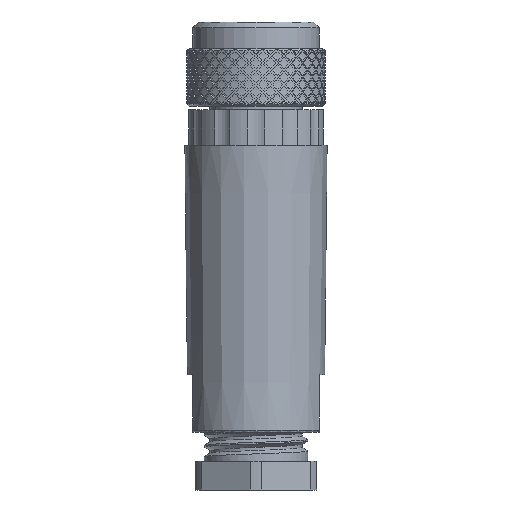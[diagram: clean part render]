
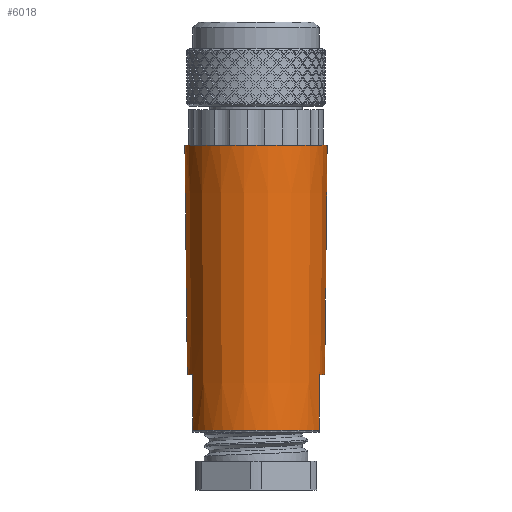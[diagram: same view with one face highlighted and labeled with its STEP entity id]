
A CAD part, front view. The second image highlights one B-rep face of the part: STEP entity #6018.
In plain terms, the highlighted conical face has half-angle 0.6 degrees and reference radius 6.2 mm.
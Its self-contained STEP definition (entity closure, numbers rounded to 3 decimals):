
#1403=CONICAL_SURFACE('',#30223,6.2,0.6);
#4127=B_SPLINE_CURVE_WITH_KNOTS('',3,(#49328,#49329,#49330,#49331,#49332,
#49333),.UNSPECIFIED.,.F.,.F.,(4,2,4),(0.,0.786,1.),
 .UNSPECIFIED.);
#4128=B_SPLINE_CURVE_WITH_KNOTS('',3,(#49334,#49335,#49336,#49337,#49338,
#49339),.UNSPECIFIED.,.F.,.F.,(4,2,4),(0.,0.214,1.),
 .UNSPECIFIED.);
#4130=B_SPLINE_CURVE_WITH_KNOTS('',3,(#49363,#49364,#49365,#49366,#49367,
#49368),.UNSPECIFIED.,.F.,.F.,(4,2,4),(0.,0.214,1.),
 .UNSPECIFIED.);
#4133=B_SPLINE_CURVE_WITH_KNOTS('',3,(#49409,#49410,#49411,#49412,#49413,
#49414),.UNSPECIFIED.,.F.,.F.,(4,2,4),(0.,0.786,1.),
 .UNSPECIFIED.);
#4453=FACE_BOUND('',#9680,.T.);
#4454=FACE_BOUND('',#9681,.T.);
#6018=ADVANCED_FACE('',(#4453,#4454),#1403,.T.);
#9680=EDGE_LOOP('',(#17258,#17259,#17260,#17261,#17262,#17263,#17264,#17265));
#9681=EDGE_LOOP('',(#17266));
#10121=CIRCLE('',#30210,6.168);
#10122=CIRCLE('',#30212,5.959);
#10123=CIRCLE('',#30215,5.959);
#10126=CIRCLE('',#30221,5.909);
#10127=CIRCLE('',#30222,5.909);
#17258=ORIENTED_EDGE('',*,*,#24192,.T.);
#17259=ORIENTED_EDGE('',*,*,#24204,.T.);
#17260=ORIENTED_EDGE('',*,*,#24197,.T.);
#17261=ORIENTED_EDGE('',*,*,#24195,.F.);
#17262=ORIENTED_EDGE('',*,*,#24201,.T.);
#17263=ORIENTED_EDGE('',*,*,#24205,.T.);
#17264=ORIENTED_EDGE('',*,*,#24193,.T.);
#17265=ORIENTED_EDGE('',*,*,#24188,.F.);
#17266=ORIENTED_EDGE('',*,*,#24187,.F.);
#20423=VERTEX_POINT('',#49298);
#20424=VERTEX_POINT('',#49301);
#20425=VERTEX_POINT('',#49302);
#20428=VERTEX_POINT('',#49327);
#20429=VERTEX_POINT('',#49340);
#20430=VERTEX_POINT('',#49359);
#20431=VERTEX_POINT('',#49360);
#20432=VERTEX_POINT('',#49369);
#20435=VERTEX_POINT('',#49408);
#24187=EDGE_CURVE('',#20423,#20423,#10121,.T.);
#24188=EDGE_CURVE('',#20424,#20425,#10122,.T.);
#24192=EDGE_CURVE('',#20424,#20428,#4127,.T.);
#24193=EDGE_CURVE('',#20429,#20425,#4128,.T.);
#24195=EDGE_CURVE('',#20430,#20431,#10123,.T.);
#24197=EDGE_CURVE('',#20432,#20431,#4130,.T.);
#24201=EDGE_CURVE('',#20430,#20435,#4133,.T.);
#24204=EDGE_CURVE('',#20428,#20432,#10126,.T.);
#24205=EDGE_CURVE('',#20435,#20429,#10127,.T.);
#30210=AXIS2_PLACEMENT_3D('',#49297,#38840,#38841);
#30212=AXIS2_PLACEMENT_3D('',#49300,#38844,#38845);
#30215=AXIS2_PLACEMENT_3D('',#49358,#38852,#38853);
#30221=AXIS2_PLACEMENT_3D('',#49419,#38866,#38867);
#30222=AXIS2_PLACEMENT_3D('',#49420,#38868,#38869);
#30223=AXIS2_PLACEMENT_3D('',#49421,#38870,#38871);
#38840=DIRECTION('',(0.,0.,1.));
#38841=DIRECTION('',(1.,0.,0.));
#38844=DIRECTION('',(0.,0.,-1.));
#38845=DIRECTION('',(-1.,0.,0.));
#38852=DIRECTION('',(0.,0.,-1.));
#38853=DIRECTION('',(-1.,0.,0.));
#38866=DIRECTION('',(0.,0.,1.));
#38867=DIRECTION('',(1.,0.,0.));
#38868=DIRECTION('',(0.,0.,1.));
#38869=DIRECTION('',(1.,0.,0.));
#38870=DIRECTION('',(0.,0.,1.));
#38871=DIRECTION('',(1.,0.,0.));
#49297=CARTESIAN_POINT('',(0.,0.,-10.7));
#49298=CARTESIAN_POINT('',(6.168,0.,-10.7));
#49300=CARTESIAN_POINT('',(0.,0.,-30.6));
#49301=CARTESIAN_POINT('',(-5.5,-2.294,-30.6));
#49302=CARTESIAN_POINT('',(-5.5,2.294,-30.6));
#49327=CARTESIAN_POINT('',(-5.5,-2.16,-35.402));
#49328=CARTESIAN_POINT('',(-5.5,-2.294,-30.6));
#49329=CARTESIAN_POINT('',(-5.5,-2.26,-31.858));
#49330=CARTESIAN_POINT('',(-5.5,-2.225,-33.116));
#49331=CARTESIAN_POINT('',(-5.5,-2.179,-34.717));
#49332=CARTESIAN_POINT('',(-5.5,-2.17,-35.06));
#49333=CARTESIAN_POINT('',(-5.5,-2.16,-35.402));
#49334=CARTESIAN_POINT('',(-5.5,2.16,-35.402));
#49335=CARTESIAN_POINT('',(-5.5,2.17,-35.06));
#49336=CARTESIAN_POINT('',(-5.5,2.179,-34.717));
#49337=CARTESIAN_POINT('',(-5.5,2.225,-33.116));
#49338=CARTESIAN_POINT('',(-5.5,2.26,-31.858));
#49339=CARTESIAN_POINT('',(-5.5,2.294,-30.6));
#49340=CARTESIAN_POINT('',(-5.5,2.16,-35.402));
#49358=CARTESIAN_POINT('',(0.,0.,-30.6));
#49359=CARTESIAN_POINT('',(5.5,2.294,-30.6));
#49360=CARTESIAN_POINT('',(5.5,-2.294,-30.6));
#49363=CARTESIAN_POINT('',(5.5,-2.16,-35.402));
#49364=CARTESIAN_POINT('',(5.5,-2.17,-35.06));
#49365=CARTESIAN_POINT('',(5.5,-2.179,-34.717));
#49366=CARTESIAN_POINT('',(5.5,-2.225,-33.116));
#49367=CARTESIAN_POINT('',(5.5,-2.26,-31.858));
#49368=CARTESIAN_POINT('',(5.5,-2.294,-30.6));
#49369=CARTESIAN_POINT('',(5.5,-2.16,-35.402));
#49408=CARTESIAN_POINT('',(5.5,2.16,-35.402));
#49409=CARTESIAN_POINT('',(5.5,2.294,-30.6));
#49410=CARTESIAN_POINT('',(5.5,2.26,-31.858));
#49411=CARTESIAN_POINT('',(5.5,2.225,-33.116));
#49412=CARTESIAN_POINT('',(5.5,2.179,-34.717));
#49413=CARTESIAN_POINT('',(5.5,2.17,-35.06));
#49414=CARTESIAN_POINT('',(5.5,2.16,-35.402));
#49419=CARTESIAN_POINT('',(0.,0.,-35.402));
#49420=CARTESIAN_POINT('',(0.,0.,-35.402));
#49421=CARTESIAN_POINT('',(0.,0.,-7.6));
